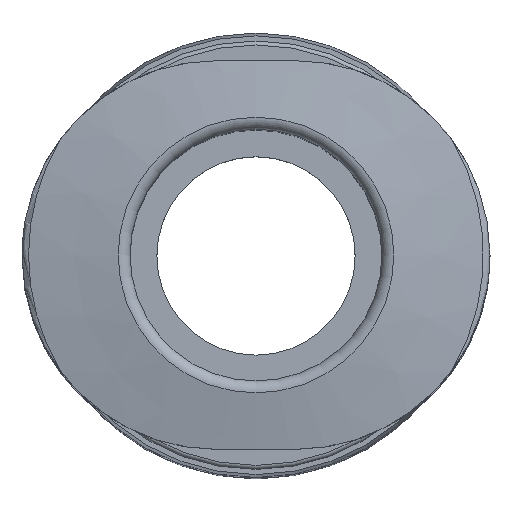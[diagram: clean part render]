
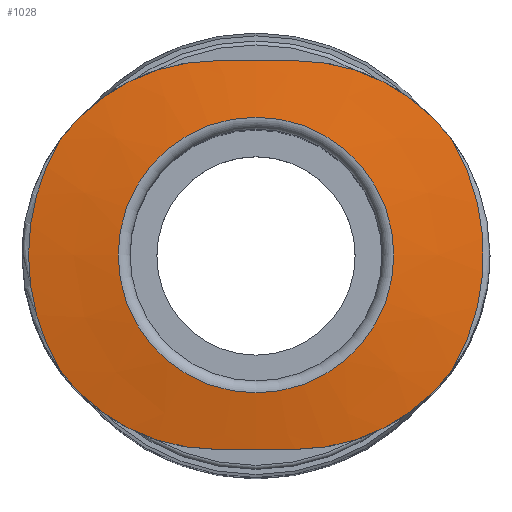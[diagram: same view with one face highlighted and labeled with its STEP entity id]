
A CAD part, top view. The second image highlights one B-rep face of the part: STEP entity #1028.
In plain terms, the highlighted conical face has half-angle 80 degrees and reference radius 3.475 mm.
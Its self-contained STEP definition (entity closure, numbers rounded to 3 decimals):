
#128=CIRCLE('',#1108,5.735);
#129=CIRCLE('',#1110,5.735);
#130=CIRCLE('',#1112,3.475);
#240=ORIENTED_EDGE('',*,*,#367,.F.);
#241=ORIENTED_EDGE('',*,*,#364,.F.);
#242=ORIENTED_EDGE('',*,*,#377,.F.);
#243=ORIENTED_EDGE('',*,*,#379,.F.);
#244=ORIENTED_EDGE('',*,*,#374,.F.);
#245=ORIENTED_EDGE('',*,*,#372,.F.);
#246=ORIENTED_EDGE('',*,*,#370,.F.);
#247=ORIENTED_EDGE('',*,*,#378,.F.);
#248=ORIENTED_EDGE('',*,*,#380,.T.);
#364=EDGE_CURVE('',#444,#445,#480,.T.);
#367=EDGE_CURVE('',#445,#446,#481,.T.);
#370=EDGE_CURVE('',#448,#449,#484,.T.);
#372=EDGE_CURVE('',#449,#450,#485,.T.);
#374=EDGE_CURVE('',#450,#451,#486,.T.);
#377=EDGE_CURVE('',#453,#444,#489,.T.);
#378=EDGE_CURVE('',#446,#448,#128,.T.);
#379=EDGE_CURVE('',#451,#453,#129,.T.);
#380=EDGE_CURVE('',#454,#454,#130,.T.);
#444=VERTEX_POINT('',#1479);
#445=VERTEX_POINT('',#1480);
#446=VERTEX_POINT('',#1488);
#448=VERTEX_POINT('',#1498);
#449=VERTEX_POINT('',#1503);
#450=VERTEX_POINT('',#1510);
#451=VERTEX_POINT('',#1517);
#453=VERTEX_POINT('',#1527);
#454=VERTEX_POINT('',#1538);
#480=B_SPLINE_CURVE_WITH_KNOTS('',3,(#1475,#1476,#1477,#1478),
 .UNSPECIFIED.,.F.,.F.,(4,4),(0.002,0.004),
 .UNSPECIFIED.);
#481=B_SPLINE_CURVE_WITH_KNOTS('',3,(#1484,#1485,#1486,#1487),
 .UNSPECIFIED.,.F.,.F.,(4,4),(0.,0.005),
 .UNSPECIFIED.);
#484=B_SPLINE_CURVE_WITH_KNOTS('',3,(#1499,#1500,#1501,#1502),
 .UNSPECIFIED.,.F.,.F.,(4,4),(0.,0.005),
 .UNSPECIFIED.);
#485=B_SPLINE_CURVE_WITH_KNOTS('',3,(#1506,#1507,#1508,#1509),
 .UNSPECIFIED.,.F.,.F.,(4,4),(0.002,0.004),
 .UNSPECIFIED.);
#486=B_SPLINE_CURVE_WITH_KNOTS('',3,(#1513,#1514,#1515,#1516),
 .UNSPECIFIED.,.F.,.F.,(4,4),(0.,0.005),
 .UNSPECIFIED.);
#489=B_SPLINE_CURVE_WITH_KNOTS('',3,(#1528,#1529,#1530,#1531),
 .UNSPECIFIED.,.F.,.F.,(4,4),(0.,0.005),
 .UNSPECIFIED.);
#548=EDGE_LOOP('',(#240,#241,#242,#243,#244,#245,#246,#247));
#549=EDGE_LOOP('',(#248));
#624=FACE_BOUND('',#548,.T.);
#625=FACE_BOUND('',#549,.T.);
#658=CONICAL_SURFACE('',#1111,3.475,1.396);
#1028=ADVANCED_FACE('',(#624,#625),#658,.T.);
#1108=AXIS2_PLACEMENT_3D('',#1533,#1270,#1271);
#1110=AXIS2_PLACEMENT_3D('',#1535,#1274,#1275);
#1111=AXIS2_PLACEMENT_3D('',#1536,#1276,#1277);
#1112=AXIS2_PLACEMENT_3D('',#1537,#1278,#1279);
#1270=DIRECTION('',(0.,0.,-1.));
#1271=DIRECTION('',(-1.,0.,0.));
#1274=DIRECTION('',(0.,0.,-1.));
#1275=DIRECTION('',(-1.,0.,0.));
#1276=DIRECTION('',(0.,0.,-1.));
#1277=DIRECTION('',(-1.,0.,0.));
#1278=DIRECTION('',(0.,0.,-1.));
#1279=DIRECTION('',(-1.,0.,0.));
#1475=CARTESIAN_POINT('',(-1.,4.9,14.031));
#1476=CARTESIAN_POINT('',(-0.333,4.9,14.054));
#1477=CARTESIAN_POINT('',(0.333,4.9,14.054));
#1478=CARTESIAN_POINT('',(1.,4.9,14.031));
#1479=CARTESIAN_POINT('',(-1.,4.9,14.031));
#1480=CARTESIAN_POINT('',(1.,4.9,14.031));
#1484=CARTESIAN_POINT('',(1.,4.9,14.031));
#1485=CARTESIAN_POINT('',(2.538,4.9,13.977));
#1486=CARTESIAN_POINT('',(4.024,4.151,13.93));
#1487=CARTESIAN_POINT('',(4.939,2.915,13.902));
#1488=CARTESIAN_POINT('',(4.939,2.915,13.902));
#1498=CARTESIAN_POINT('',(4.939,-2.915,13.902));
#1499=CARTESIAN_POINT('',(4.939,-2.915,13.902));
#1500=CARTESIAN_POINT('',(4.024,-4.151,13.93));
#1501=CARTESIAN_POINT('',(2.537,-4.9,13.977));
#1502=CARTESIAN_POINT('',(1.,-4.9,14.031));
#1503=CARTESIAN_POINT('',(1.,-4.9,14.031));
#1506=CARTESIAN_POINT('',(1.,-4.9,14.031));
#1507=CARTESIAN_POINT('',(0.333,-4.9,14.054));
#1508=CARTESIAN_POINT('',(-0.333,-4.9,14.054));
#1509=CARTESIAN_POINT('',(-1.,-4.9,14.031));
#1510=CARTESIAN_POINT('',(-1.,-4.9,14.031));
#1513=CARTESIAN_POINT('',(-1.,-4.9,14.031));
#1514=CARTESIAN_POINT('',(-2.538,-4.9,13.977));
#1515=CARTESIAN_POINT('',(-4.024,-4.151,13.93));
#1516=CARTESIAN_POINT('',(-4.939,-2.915,13.902));
#1517=CARTESIAN_POINT('',(-4.939,-2.915,13.902));
#1527=CARTESIAN_POINT('',(-4.939,2.915,13.902));
#1528=CARTESIAN_POINT('',(-4.939,2.915,13.902));
#1529=CARTESIAN_POINT('',(-4.024,4.151,13.93));
#1530=CARTESIAN_POINT('',(-2.537,4.9,13.977));
#1531=CARTESIAN_POINT('',(-1.,4.9,14.031));
#1533=CARTESIAN_POINT('',(0.,0.,13.902));
#1535=CARTESIAN_POINT('',(0.,0.,13.902));
#1536=CARTESIAN_POINT('',(0.,0.,14.3));
#1537=CARTESIAN_POINT('',(0.,0.,14.3));
#1538=CARTESIAN_POINT('',(-3.475,0.,14.3));
